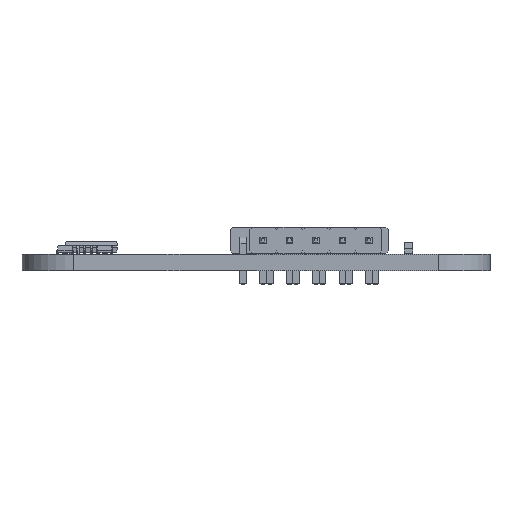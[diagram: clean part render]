
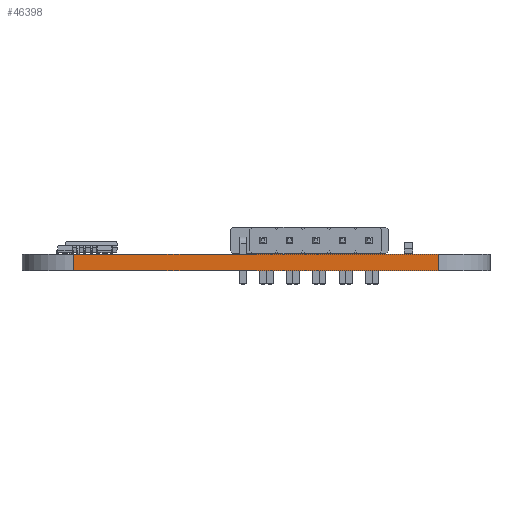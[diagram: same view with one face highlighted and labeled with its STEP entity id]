
A CAD part, left-side view. The second image highlights one B-rep face of the part: STEP entity #46398.
In plain terms, the highlighted planar face has unit normal (-1, 0, 0).
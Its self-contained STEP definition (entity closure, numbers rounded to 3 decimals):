
#43214 = PLANE('',#43215);
#43215 = AXIS2_PLACEMENT_3D('',#43216,#43217,#43218);
#43216 = CARTESIAN_POINT('',(142.5,-82.5,1.6));
#43217 = DIRECTION('',(0.,0.,1.));
#43218 = DIRECTION('',(1.,0.,0.));
#43242 = CYLINDRICAL_SURFACE('',#43243,5.);
#43243 = AXIS2_PLACEMENT_3D('',#43244,#43245,#43246);
#43244 = CARTESIAN_POINT('',(125.,-65.,0.));
#43245 = DIRECTION('',(0.,0.,-1.));
#43246 = DIRECTION('',(1.,0.,0.));
#43268 = PLANE('',#43269);
#43269 = AXIS2_PLACEMENT_3D('',#43270,#43271,#43272);
#43270 = CARTESIAN_POINT('',(142.5,-82.5,0.));
#43271 = DIRECTION('',(0.,0.,1.));
#43272 = DIRECTION('',(1.,0.,0.));
#43363 = VERTEX_POINT('',#43364);
#43364 = CARTESIAN_POINT('',(120.,-65.,1.6));
#43386 = EDGE_CURVE('',#43387,#43363,#43389,.T.);
#43387 = VERTEX_POINT('',#43388);
#43388 = CARTESIAN_POINT('',(120.,-65.,0.));
#43389 = SURFACE_CURVE('',#43390,(#43394,#43401),.PCURVE_S1.);
#43390 = LINE('',#43391,#43392);
#43391 = CARTESIAN_POINT('',(120.,-65.,0.));
#43392 = VECTOR('',#43393,1.);
#43393 = DIRECTION('',(0.,0.,1.));
#43394 = PCURVE('',#43242,#43395);
#43395 = DEFINITIONAL_REPRESENTATION('',(#43396),#43400);
#43396 = LINE('',#43397,#43398);
#43397 = CARTESIAN_POINT('',(-3.142,0.));
#43398 = VECTOR('',#43399,1.);
#43399 = DIRECTION('',(0.,-1.));
#43400 = ( GEOMETRIC_REPRESENTATION_CONTEXT(2) 
PARAMETRIC_REPRESENTATION_CONTEXT() REPRESENTATION_CONTEXT('2D SPACE',''
  ) );
#43401 = PCURVE('',#43402,#43407);
#43402 = PLANE('',#43403);
#43403 = AXIS2_PLACEMENT_3D('',#43404,#43405,#43406);
#43404 = CARTESIAN_POINT('',(120.,-65.,0.));
#43405 = DIRECTION('',(1.,0.,0.));
#43406 = DIRECTION('',(0.,-1.,0.));
#43407 = DEFINITIONAL_REPRESENTATION('',(#43408),#43412);
#43408 = LINE('',#43409,#43410);
#43409 = CARTESIAN_POINT('',(0.,0.));
#43410 = VECTOR('',#43411,1.);
#43411 = DIRECTION('',(0.,-1.));
#43412 = ( GEOMETRIC_REPRESENTATION_CONTEXT(2) 
PARAMETRIC_REPRESENTATION_CONTEXT() REPRESENTATION_CONTEXT('2D SPACE',''
  ) );
#43441 = EDGE_CURVE('',#43387,#43442,#43444,.T.);
#43442 = VERTEX_POINT('',#43443);
#43443 = CARTESIAN_POINT('',(120.,-100.,0.));
#43444 = SURFACE_CURVE('',#43445,(#43449,#43456),.PCURVE_S1.);
#43445 = LINE('',#43446,#43447);
#43446 = CARTESIAN_POINT('',(120.,-65.,0.));
#43447 = VECTOR('',#43448,1.);
#43448 = DIRECTION('',(0.,-1.,0.));
#43449 = PCURVE('',#43268,#43450);
#43450 = DEFINITIONAL_REPRESENTATION('',(#43451),#43455);
#43451 = LINE('',#43452,#43453);
#43452 = CARTESIAN_POINT('',(-22.5,17.5));
#43453 = VECTOR('',#43454,1.);
#43454 = DIRECTION('',(0.,-1.));
#43455 = ( GEOMETRIC_REPRESENTATION_CONTEXT(2) 
PARAMETRIC_REPRESENTATION_CONTEXT() REPRESENTATION_CONTEXT('2D SPACE',''
  ) );
#43456 = PCURVE('',#43402,#43457);
#43457 = DEFINITIONAL_REPRESENTATION('',(#43458),#43462);
#43458 = LINE('',#43459,#43460);
#43459 = CARTESIAN_POINT('',(0.,0.));
#43460 = VECTOR('',#43461,1.);
#43461 = DIRECTION('',(1.,0.));
#43462 = ( GEOMETRIC_REPRESENTATION_CONTEXT(2) 
PARAMETRIC_REPRESENTATION_CONTEXT() REPRESENTATION_CONTEXT('2D SPACE',''
  ) );
#43481 = CYLINDRICAL_SURFACE('',#43482,5.);
#43482 = AXIS2_PLACEMENT_3D('',#43483,#43484,#43485);
#43483 = CARTESIAN_POINT('',(125.,-100.,0.));
#43484 = DIRECTION('',(0.,0.,-1.));
#43485 = DIRECTION('',(1.,0.,0.));
#45034 = EDGE_CURVE('',#43363,#45035,#45037,.T.);
#45035 = VERTEX_POINT('',#45036);
#45036 = CARTESIAN_POINT('',(120.,-100.,1.6));
#45037 = SURFACE_CURVE('',#45038,(#45042,#45049),.PCURVE_S1.);
#45038 = LINE('',#45039,#45040);
#45039 = CARTESIAN_POINT('',(120.,-65.,1.6));
#45040 = VECTOR('',#45041,1.);
#45041 = DIRECTION('',(0.,-1.,0.));
#45042 = PCURVE('',#43214,#45043);
#45043 = DEFINITIONAL_REPRESENTATION('',(#45044),#45048);
#45044 = LINE('',#45045,#45046);
#45045 = CARTESIAN_POINT('',(-22.5,17.5));
#45046 = VECTOR('',#45047,1.);
#45047 = DIRECTION('',(0.,-1.));
#45048 = ( GEOMETRIC_REPRESENTATION_CONTEXT(2) 
PARAMETRIC_REPRESENTATION_CONTEXT() REPRESENTATION_CONTEXT('2D SPACE',''
  ) );
#45049 = PCURVE('',#43402,#45050);
#45050 = DEFINITIONAL_REPRESENTATION('',(#45051),#45055);
#45051 = LINE('',#45052,#45053);
#45052 = CARTESIAN_POINT('',(0.,-1.6));
#45053 = VECTOR('',#45054,1.);
#45054 = DIRECTION('',(1.,0.));
#45055 = ( GEOMETRIC_REPRESENTATION_CONTEXT(2) 
PARAMETRIC_REPRESENTATION_CONTEXT() REPRESENTATION_CONTEXT('2D SPACE',''
  ) );
#46398 = ADVANCED_FACE('',(#46399),#43402,.F.);
#46399 = FACE_BOUND('',#46400,.F.);
#46400 = EDGE_LOOP('',(#46401,#46402,#46403,#46424));
#46401 = ORIENTED_EDGE('',*,*,#43386,.T.);
#46402 = ORIENTED_EDGE('',*,*,#45034,.T.);
#46403 = ORIENTED_EDGE('',*,*,#46404,.F.);
#46404 = EDGE_CURVE('',#43442,#45035,#46405,.T.);
#46405 = SURFACE_CURVE('',#46406,(#46410,#46417),.PCURVE_S1.);
#46406 = LINE('',#46407,#46408);
#46407 = CARTESIAN_POINT('',(120.,-100.,0.));
#46408 = VECTOR('',#46409,1.);
#46409 = DIRECTION('',(0.,0.,1.));
#46410 = PCURVE('',#43402,#46411);
#46411 = DEFINITIONAL_REPRESENTATION('',(#46412),#46416);
#46412 = LINE('',#46413,#46414);
#46413 = CARTESIAN_POINT('',(35.,0.));
#46414 = VECTOR('',#46415,1.);
#46415 = DIRECTION('',(0.,-1.));
#46416 = ( GEOMETRIC_REPRESENTATION_CONTEXT(2) 
PARAMETRIC_REPRESENTATION_CONTEXT() REPRESENTATION_CONTEXT('2D SPACE',''
  ) );
#46417 = PCURVE('',#43481,#46418);
#46418 = DEFINITIONAL_REPRESENTATION('',(#46419),#46423);
#46419 = LINE('',#46420,#46421);
#46420 = CARTESIAN_POINT('',(-3.142,0.));
#46421 = VECTOR('',#46422,1.);
#46422 = DIRECTION('',(0.,-1.));
#46423 = ( GEOMETRIC_REPRESENTATION_CONTEXT(2) 
PARAMETRIC_REPRESENTATION_CONTEXT() REPRESENTATION_CONTEXT('2D SPACE',''
  ) );
#46424 = ORIENTED_EDGE('',*,*,#43441,.F.);
